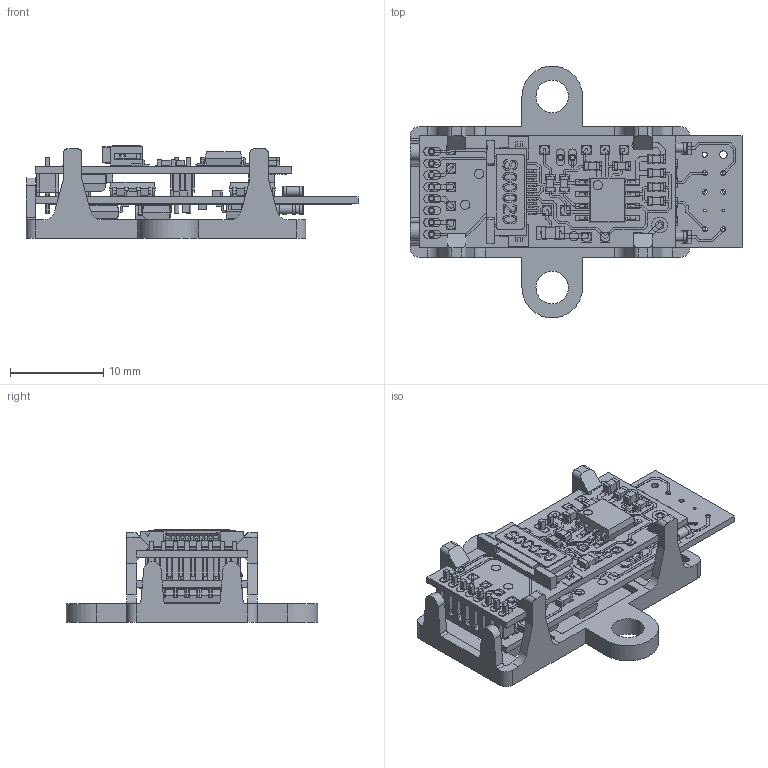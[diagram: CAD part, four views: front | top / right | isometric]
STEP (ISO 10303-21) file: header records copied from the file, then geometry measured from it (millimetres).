
FILE_DESCRIPTION(/* description */ (''),/* implementation_level */ '2;1');
FILE_NAME(/* name */ 'LA_9517_4819_01_A.stp',/* time_stamp */ '2010-09-24T07:44:57+01:00',/* author */ (''),/* organization */ (''),/* preprocessor_version */ 'ST-DEVELOPER v11',/* originating_system */ 'SIEMENS UGS NX 6.0',/* authorisation */ '');
FILE_SCHEMA (('AUTOMOTIVE_DESIGN { 1 0 10303 214 1 1 1 1 }'));
Products named in the file (1): 057349_A
Bounding box: 35.6 x 27 x 9.93 mm (x, y, z)
Volume: 1680.8 mm3; surface area: 5750.7 mm2
Topology: 402 solids, 402 shells, 5503 faces, 13669 edges, 9029 vertices
Faces by surface type: plane 4381, cylinder 1040, extrusion 63, torus 14, sphere 4, cone 1
Full cylindrical faces by diameter (mm): 0.3 x2, 0.508 x2, 0.55 x7, 0.6 x16, 0.7 x20, 0.8 x1, 0.9 x1, 1 x56, 1.1 x14, 1.7 x2, 2.4 x1, 3.5 x4, 5 x1
Entity records: 199148 total; most frequent: CARTESIAN_POINT 28658, ORIENTED_EDGE 27036, DIRECTION 26428, EDGE_CURVE 13518, VECTOR 11360, LINE 11297, VERTEX_POINT 9024, AXIS2_PLACEMENT_3D 7534
